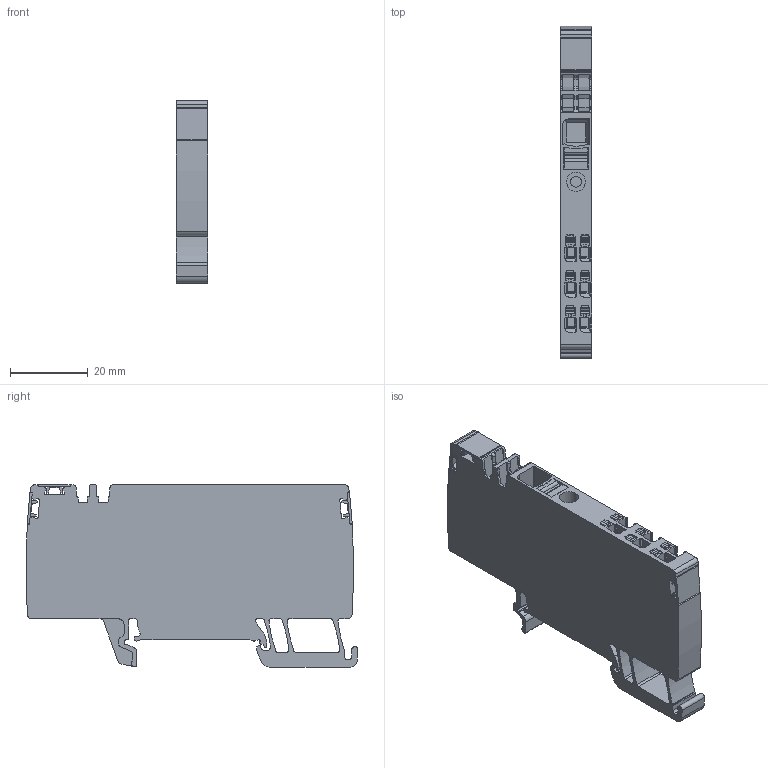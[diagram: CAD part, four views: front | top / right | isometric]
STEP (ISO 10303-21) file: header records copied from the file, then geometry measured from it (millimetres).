
FILE_DESCRIPTION(('CATIA V5 STEP Exchange','CAx-IF Rec.Pracs.--- Model Styling and Organization---1.4--- 2014-01-23'),'2;1');
FILE_NAME ('1135717-1_1', '2020-01-07T12:08:54+00:00', ('none'), ('Weidmueller'), 'CATIA Version 5-6 Release 2016 SP3 HF44', 'CATIA V5 STEP AP214', 'none');
FILE_SCHEMA(('AUTOMOTIVE_DESIGN { 1 0 10303 214 1 1 1 1 }'));
Length unit declared in the file: millimetre
Products named in the file (1): 2675390000
Bounding box: 8.1 x 85.09 x 46.85 mm (x, y, z)
Volume: 23705.8 mm3; surface area: 13044 mm2
Topology: 11 solids, 13 shells, 1326 faces, 3788 edges, 2495 vertices
Faces by surface type: plane 691, cylinder 541, torus 36, extrusion 35, sphere 12, cone 11
Entity records: 42864 total; most frequent: CARTESIAN_POINT 9447, ORIENTED_EDGE 7552, DIRECTION 5560, EDGE_CURVE 3776, VECTOR 2521, VERTEX_POINT 2495, LINE 2486, AXIS2_PLACEMENT_3D 1996
